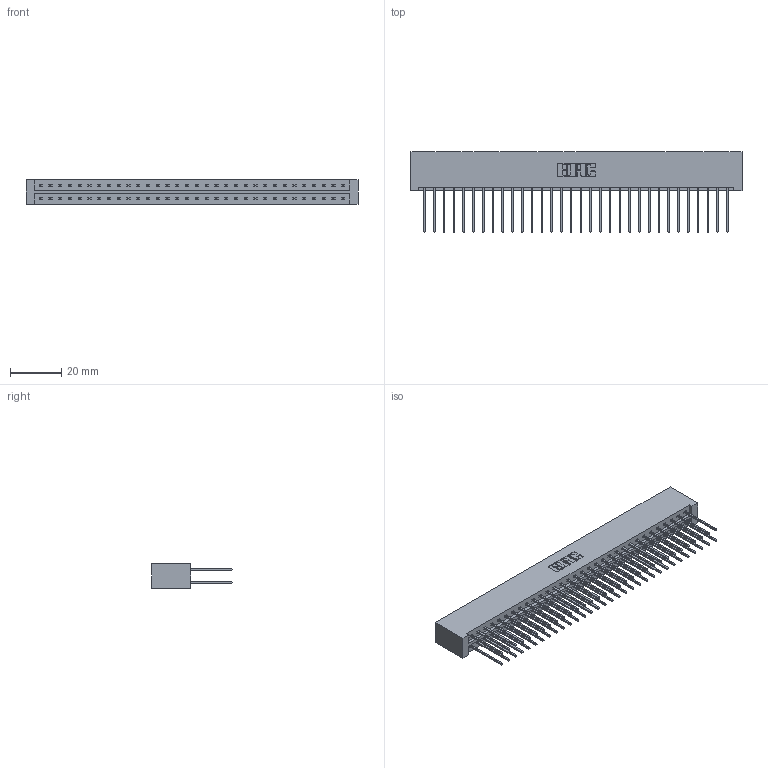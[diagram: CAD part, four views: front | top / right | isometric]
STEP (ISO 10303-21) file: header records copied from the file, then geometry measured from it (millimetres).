
FILE_DESCRIPTION (( 'STEP AP203' ), '1' );
FILE_NAME ('379-064-542-201.STEP', '2020-02-26T18:49:41', ( '' ), ( '' ), 'SwSTEP 2.0', 'SolidWorks 2016', '' );
FILE_SCHEMA (( 'CONFIG_CONTROL_DESIGN' ));
Length unit declared in the file: inch
Products named in the file (3): 379-064-542-201; 345-292-001_345-293-142; 379 Part_Lugless
Assembly tree (65 placements, depth 2):
  379-064-542-201
    379 Part_Lugless
    345-292-001_345-293-142  x64
Bounding box: 129.54 x 31.29 x 9.53 mm (x, y, z)
Volume: 14718.3 mm3; surface area: 17970.1 mm2
Topology: 65 solids, 65 shells, 3434 faces, 10207 edges, 6718 vertices
Faces by surface type: plane 2370, cylinder 1064
Entity records: 21621 total; most frequent: CARTESIAN_POINT 3594, ORIENTED_EDGE 3530, DIRECTION 3081, EDGE_CURVE 1765, LINE 1645, VECTOR 1645, VERTEX_POINT 1174, AXIS2_PLACEMENT_3D 718
